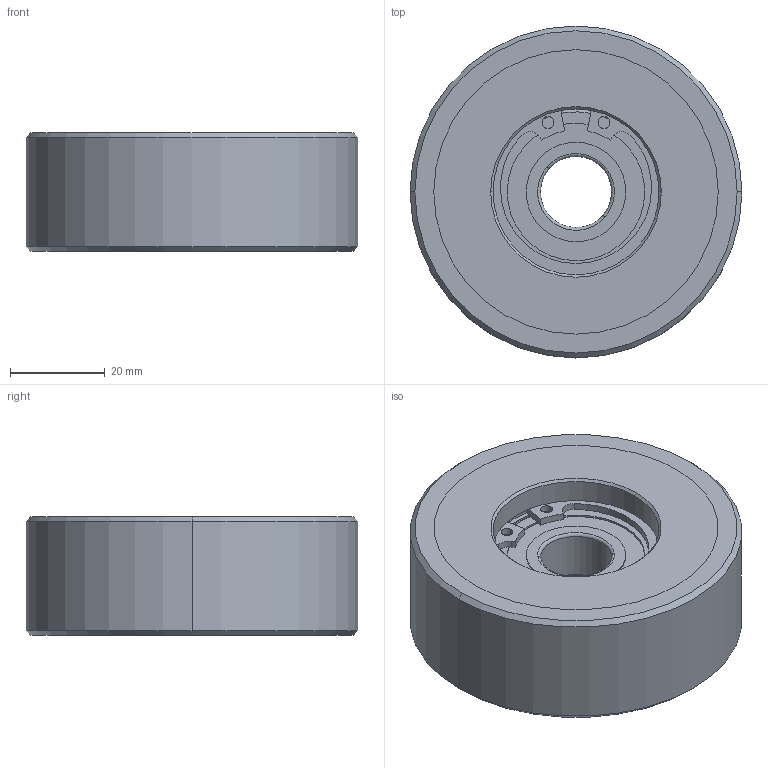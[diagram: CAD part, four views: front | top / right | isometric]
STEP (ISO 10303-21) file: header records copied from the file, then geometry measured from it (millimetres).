
FILE_DESCRIPTION (( 'STEP AP214' ), '1' );
FILE_NAME ('0033253.step', '2022-11-30T11:13:50', ( '' ), ( '' ), 'SwSTEP 2.0', 'SolidWorks 2020', '' );
FILE_SCHEMA (( 'AUTOMOTIVE_DESIGN' ));
Length unit declared in the file: millimetre
Products named in the file (1): 0033253
Bounding box: 70 x 70 x 25 mm (x, y, z)
Volume: 83028.6 mm3; surface area: 32494.3 mm2
Topology: 8 solids, 8 shells, 95 faces, 204 edges, 126 vertices
Faces by surface type: cylinder 48, plane 21, torus 18, cone 8
Entity records: 3792 total; most frequent: DIRECTION 532, CARTESIAN_POINT 426, ORIENTED_EDGE 408, AXIS2_PLACEMENT_3D 232, EDGE_CURVE 204, CIRCLE 136, VERTEX_POINT 126, EDGE_LOOP 114
